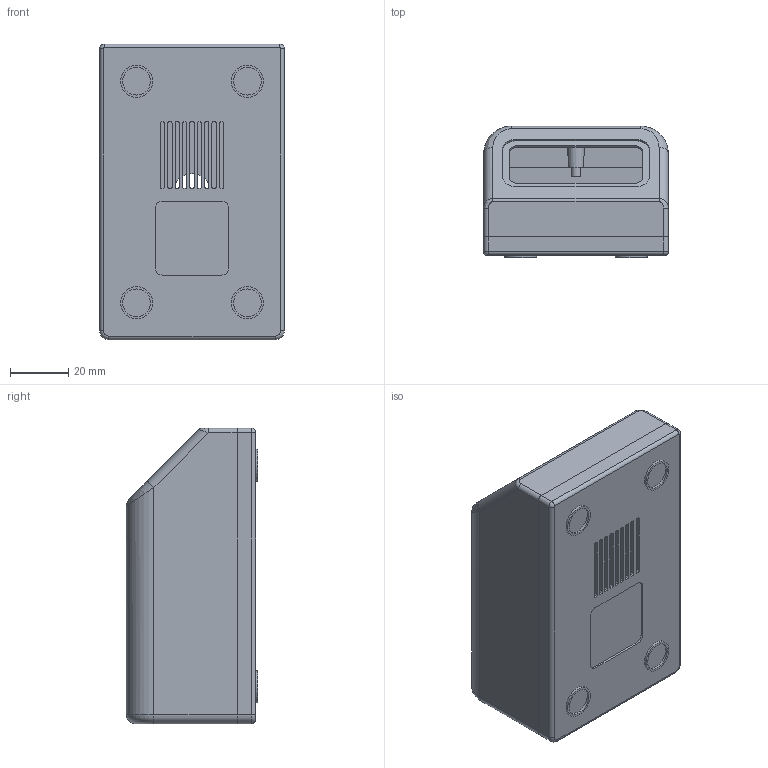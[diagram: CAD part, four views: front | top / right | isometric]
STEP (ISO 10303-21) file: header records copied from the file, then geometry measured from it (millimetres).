
FILE_DESCRIPTION (( 'STEP AP203' ), '1' );
FILE_NAME ('L11c-L11d.STEP', '2026-01-14T17:00:53', ( '' ), ( '' ), 'SwSTEP 2.0', 'SolidWorks 2026', '' );
FILE_SCHEMA (( 'CONFIG_CONTROL_DESIGN' ));
Length unit declared in the file: inch
Products named in the file (3): L11c-L11d; L11d^L11d_Défaut; L11c_Défaut
Assembly tree (2 placements, depth 2):
  L11c-L11d
    L11c_Défaut
    L11d^L11d_Défaut
Bounding box: 63.5 x 45.21 x 101.6 mm (x, y, z)
Volume: 43433.3 mm3; surface area: 52172 mm2
Topology: 2 solids, 2 shells, 298 faces, 815 edges, 536 vertices
Faces by surface type: plane 152, cylinder 118, torus 15, cone 9, bspline 4
Full cylindrical faces by diameter (mm): 1.194 x4, 3.175 x2, 9.525 x4, 11.049 x4, 12.7 x1
Entity records: 9812 total; most frequent: CARTESIAN_POINT 1893, DIRECTION 1597, ORIENTED_EDGE 1566, EDGE_CURVE 783, AXIS2_PLACEMENT_3D 555, VERTEX_POINT 529, VECTOR 487, LINE 487
